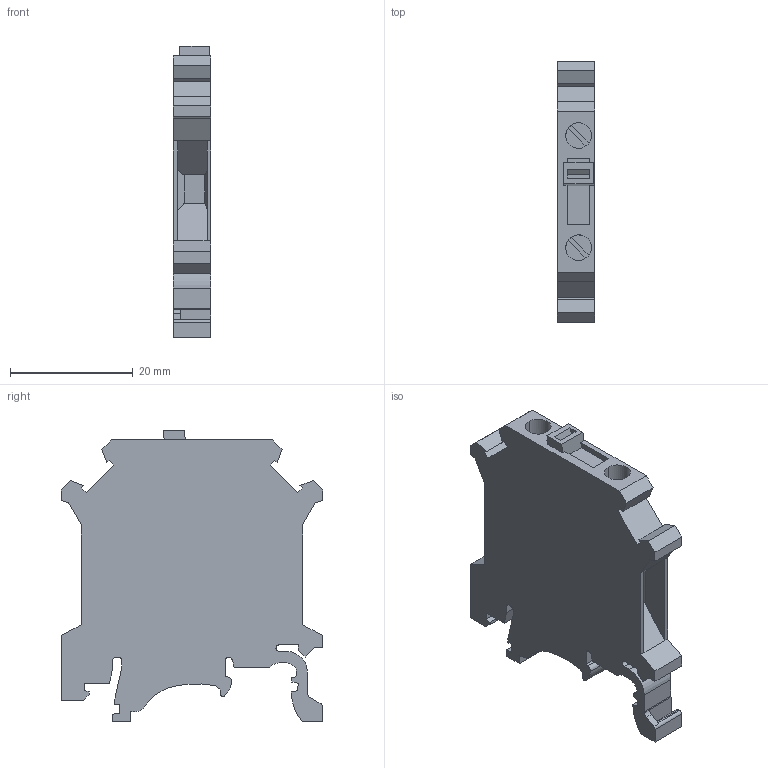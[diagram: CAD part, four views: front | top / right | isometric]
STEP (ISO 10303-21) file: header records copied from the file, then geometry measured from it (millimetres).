
FILE_DESCRIPTION(('Creo Elements/Direct Modeling STEP Export'),'2;1');
FILE_NAME('model.stp','2019-01-24T 0:07:25',(''),(''),'Creo Elements/Direct Modeling STEP processor for AP214 (Solid Model)','Creo Elements/Direct Modeling 18.1I 14-Aug-2016 (C) Parametric Technology GmbH','');
FILE_SCHEMA(('AUTOMOTIVE_DESIGN { 1 0 10303 214 1 1 1 1 }'));
Length unit declared in the file: millimetre
Products named in the file (1): UK_5_N-MT-select
Bounding box: 6.15 x 42.52 x 47.5 mm (x, y, z)
Volume: 7911.7 mm3; surface area: 5299.4 mm2
Topology: 1 solids, 1 shells, 155 faces, 444 edges, 295 vertices
Faces by surface type: plane 130, cylinder 25
Entity records: 6176 total; most frequent: ORIENTED_EDGE 888, CARTESIAN_POINT 874, DIRECTION 779, EDGE_CURVE 444, VECTOR 379, LINE 379, VERTEX_POINT 295, AXIS2_PLACEMENT_3D 200
